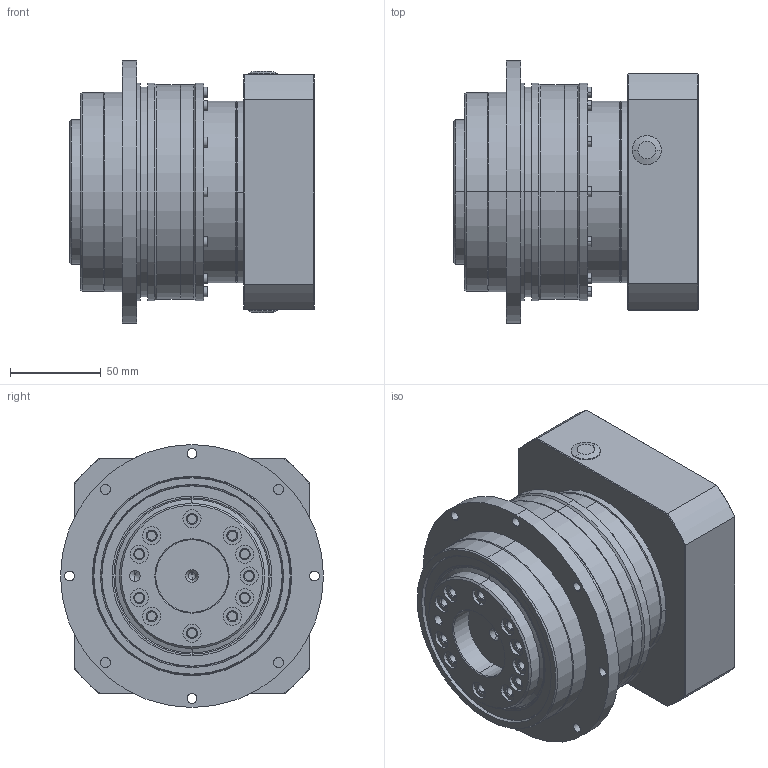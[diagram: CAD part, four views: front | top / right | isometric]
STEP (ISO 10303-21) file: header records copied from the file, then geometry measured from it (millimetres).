
FILE_DESCRIPTION (( 'STEP AP203' ), '1' );
FILE_NAME ('PHY110等僇俋夤.STEP', '2017-12-08T06:11:58', ( 'Sky123.Org' ), ( 'Sky123.Org' ), 'SwSTEP 2.0', 'SolidWorks 2012', '' );
FILE_SCHEMA (( 'CONFIG_CONTROL_DESIGN' ));
Products named in the file (1): PHY110等僇俋夤
Bounding box: 135 x 145 x 145 mm (x, y, z)
Volume: 1315470.1 mm3; surface area: 228160.2 mm2
Topology: 28 solids, 29 shells, 1052 faces, 2457 edges, 1484 vertices
Faces by surface type: plane 415, cylinder 371, cone 176, torus 52, bspline 34, sphere 4
Entity records: 34983 total; most frequent: CARTESIAN_POINT 11089, DIRECTION 5191, ORIENTED_EDGE 4770, EDGE_CURVE 2385, AXIS2_PLACEMENT_3D 2033, VERTEX_POINT 1484, EDGE_LOOP 1223, LINE 1125
